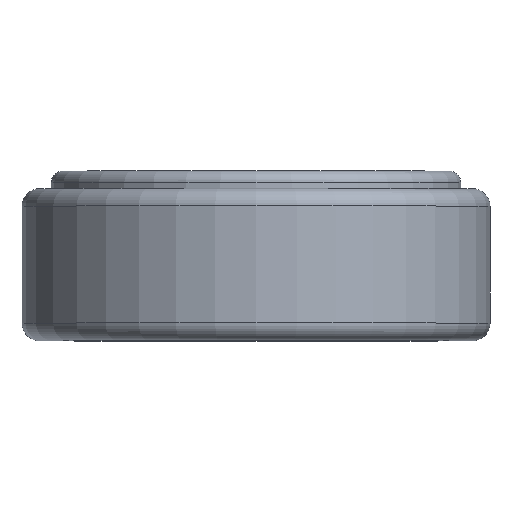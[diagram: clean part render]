
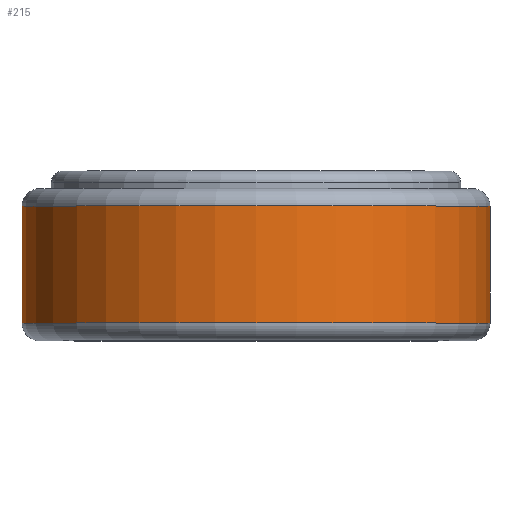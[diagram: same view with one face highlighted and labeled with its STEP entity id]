
A CAD part, top view. The second image highlights one B-rep face of the part: STEP entity #215.
In plain terms, the highlighted cylindrical face has radius 2 mm (diameter 4 mm), a full revolution.
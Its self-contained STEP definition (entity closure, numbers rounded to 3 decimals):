
#18=LINE('',#398,#23);
#23=VECTOR('',#333,2.);
#28=CYLINDRICAL_SURFACE('',#262,2.);
#60=FACE_OUTER_BOUND('',#79,.T.);
#79=EDGE_LOOP('',(#182,#183,#184,#185,#186,#187));
#86=CIRCLE('',#238,2.);
#87=CIRCLE('',#239,2.);
#97=CIRCLE('',#259,2.);
#98=CIRCLE('',#260,2.);
#106=VERTEX_POINT('',#357);
#107=VERTEX_POINT('',#359);
#116=VERTEX_POINT('',#392);
#117=VERTEX_POINT('',#393);
#124=EDGE_CURVE('',#106,#107,#86,.T.);
#125=EDGE_CURVE('',#107,#106,#87,.T.);
#138=EDGE_CURVE('',#116,#117,#97,.T.);
#139=EDGE_CURVE('',#117,#116,#98,.T.);
#141=EDGE_CURVE('',#107,#116,#18,.T.);
#182=ORIENTED_EDGE('',*,*,#125,.F.);
#183=ORIENTED_EDGE('',*,*,#141,.T.);
#184=ORIENTED_EDGE('',*,*,#138,.T.);
#185=ORIENTED_EDGE('',*,*,#139,.T.);
#186=ORIENTED_EDGE('',*,*,#141,.F.);
#187=ORIENTED_EDGE('',*,*,#124,.F.);
#215=ADVANCED_FACE('',(#60),#28,.T.);
#238=AXIS2_PLACEMENT_3D('',#360,#280,#281);
#239=AXIS2_PLACEMENT_3D('',#361,#282,#283);
#259=AXIS2_PLACEMENT_3D('',#394,#325,#326);
#260=AXIS2_PLACEMENT_3D('',#395,#327,#328);
#262=AXIS2_PLACEMENT_3D('',#397,#331,#332);
#280=DIRECTION('center_axis',(0.,-1.,0.));
#281=DIRECTION('ref_axis',(1.,0.,0.));
#282=DIRECTION('center_axis',(0.,-1.,0.));
#283=DIRECTION('ref_axis',(1.,0.,0.));
#325=DIRECTION('center_axis',(0.,-1.,0.));
#326=DIRECTION('ref_axis',(1.,0.,0.));
#327=DIRECTION('center_axis',(0.,-1.,0.));
#328=DIRECTION('ref_axis',(1.,0.,0.));
#331=DIRECTION('center_axis',(0.,-1.,0.));
#332=DIRECTION('ref_axis',(1.,0.,0.));
#333=DIRECTION('',(0.,1.,0.));
#357=CARTESIAN_POINT('',(0.,0.15,2.));
#359=CARTESIAN_POINT('',(-2.,0.15,0.));
#360=CARTESIAN_POINT('Origin',(0.,0.15,0.));
#361=CARTESIAN_POINT('Origin',(0.,0.15,0.));
#392=CARTESIAN_POINT('',(-2.,1.15,0.));
#393=CARTESIAN_POINT('',(0.,1.15,2.));
#394=CARTESIAN_POINT('Origin',(0.,1.15,0.));
#395=CARTESIAN_POINT('Origin',(0.,1.15,0.));
#397=CARTESIAN_POINT('Origin',(0.,0.65,0.));
#398=CARTESIAN_POINT('',(-2.,0.65,0.));
